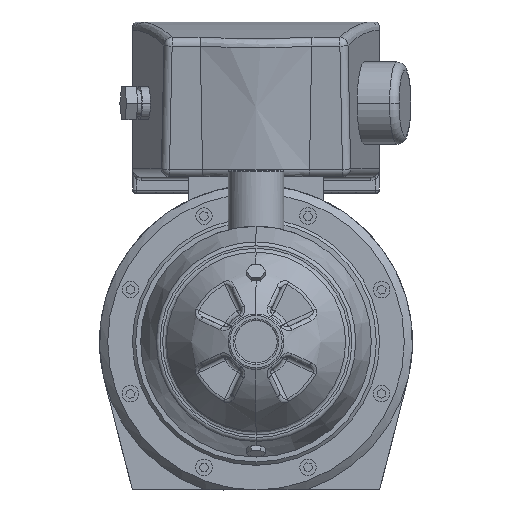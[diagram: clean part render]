
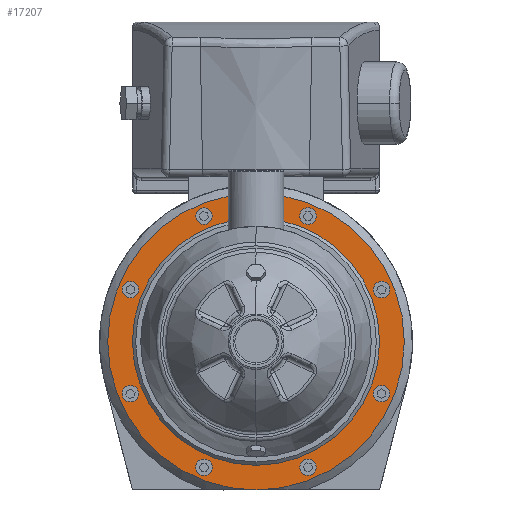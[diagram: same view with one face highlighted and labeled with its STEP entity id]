
A CAD part, left-side view. The second image highlights one B-rep face of the part: STEP entity #17207.
In plain terms, the highlighted planar face has unit normal (-1, 0, 0).
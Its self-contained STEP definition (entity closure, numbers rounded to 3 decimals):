
#13617=CARTESIAN_POINT('',(38.25,0.0,165.));
#13618=VERTEX_POINT('',#13617);
#13627=CARTESIAN_POINT('',(38.25,0.,15.));
#13628=VERTEX_POINT('',#13627);
#13629=CARTESIAN_POINT('',(38.25,0.0,90.));
#13630=DIRECTION('',(-1.0,0.0,0.0));
#13631=DIRECTION('',(0.0,0.0,1.0));
#13632=AXIS2_PLACEMENT_3D('',#13629,#13630,#13631);
#13633=CIRCLE('',#13632,75.0);
#13634=EDGE_CURVE('',#13618,#13628,#13633,.T.);
#13829=CARTESIAN_POINT('',(38.25,76.22,116.571));
#13830=VERTEX_POINT('',#13829);
#13846=CARTESIAN_POINT('',(38.25,76.22,126.571));
#13847=VERTEX_POINT('',#13846);
#13854=CARTESIAN_POINT('',(38.25,76.22,121.571));
#13855=DIRECTION('',(1.0,0.0,0.0));
#13856=DIRECTION('',(0.0,0.0,-1.0));
#13857=AXIS2_PLACEMENT_3D('',#13854,#13855,#13856);
#13858=CIRCLE('',#13857,5.0);
#13859=EDGE_CURVE('',#13830,#13847,#13858,.T.);
#13871=CARTESIAN_POINT('',(38.25,35.107,162.685));
#13872=VERTEX_POINT('',#13871);
#13888=CARTESIAN_POINT('',(38.25,28.036,169.756));
#13889=VERTEX_POINT('',#13888);
#13896=CARTESIAN_POINT('',(38.25,31.571,166.22));
#13897=DIRECTION('',(1.0,0.,0.));
#13898=DIRECTION('',(0.,0.707,-0.707));
#13899=AXIS2_PLACEMENT_3D('',#13896,#13897,#13898);
#13900=CIRCLE('',#13899,5.0);
#13901=EDGE_CURVE('',#13872,#13889,#13900,.T.);
#13913=CARTESIAN_POINT('',(38.25,-26.571,166.22));
#13914=VERTEX_POINT('',#13913);
#13930=CARTESIAN_POINT('',(38.25,-36.571,166.22));
#13931=VERTEX_POINT('',#13930);
#13938=CARTESIAN_POINT('',(38.25,-31.571,166.22));
#13939=DIRECTION('',(1.0,0.0,0.0));
#13940=DIRECTION('',(0.0,1.0,0.0));
#13941=AXIS2_PLACEMENT_3D('',#13938,#13939,#13940);
#13942=CIRCLE('',#13941,5.0);
#13943=EDGE_CURVE('',#13914,#13931,#13942,.T.);
#13955=CARTESIAN_POINT('',(38.25,-72.685,125.107));
#13956=VERTEX_POINT('',#13955);
#13972=CARTESIAN_POINT('',(38.25,-79.756,118.036));
#13973=VERTEX_POINT('',#13972);
#13980=CARTESIAN_POINT('',(38.25,-76.22,121.571));
#13981=DIRECTION('',(1.0,0.,0.));
#13982=DIRECTION('',(0.,0.707,0.707));
#13983=AXIS2_PLACEMENT_3D('',#13980,#13981,#13982);
#13984=CIRCLE('',#13983,5.0);
#13985=EDGE_CURVE('',#13956,#13973,#13984,.T.);
#13997=CARTESIAN_POINT('',(38.25,-76.22,63.429));
#13998=VERTEX_POINT('',#13997);
#14014=CARTESIAN_POINT('',(38.25,-76.22,53.429));
#14015=VERTEX_POINT('',#14014);
#14022=CARTESIAN_POINT('',(38.25,-76.22,58.429));
#14023=DIRECTION('',(1.0,0.0,0.0));
#14024=DIRECTION('',(0.0,0.0,1.0));
#14025=AXIS2_PLACEMENT_3D('',#14022,#14023,#14024);
#14026=CIRCLE('',#14025,5.0);
#14027=EDGE_CURVE('',#13998,#14015,#14026,.T.);
#14039=CARTESIAN_POINT('',(38.25,-35.107,17.315));
#14040=VERTEX_POINT('',#14039);
#14056=CARTESIAN_POINT('',(38.25,-28.036,10.244));
#14057=VERTEX_POINT('',#14056);
#14064=CARTESIAN_POINT('',(38.25,-31.571,13.78));
#14065=DIRECTION('',(1.0,0.,0.));
#14066=DIRECTION('',(0.,-0.707,0.707));
#14067=AXIS2_PLACEMENT_3D('',#14064,#14065,#14066);
#14068=CIRCLE('',#14067,5.0);
#14069=EDGE_CURVE('',#14040,#14057,#14068,.T.);
#14081=CARTESIAN_POINT('',(38.25,26.571,13.78));
#14082=VERTEX_POINT('',#14081);
#14098=CARTESIAN_POINT('',(38.25,36.571,13.78));
#14099=VERTEX_POINT('',#14098);
#14106=CARTESIAN_POINT('',(38.25,31.571,13.78));
#14107=DIRECTION('',(1.0,0.0,0.0));
#14108=DIRECTION('',(0.0,-1.0,0.0));
#14109=AXIS2_PLACEMENT_3D('',#14106,#14107,#14108);
#14110=CIRCLE('',#14109,5.0);
#14111=EDGE_CURVE('',#14082,#14099,#14110,.T.);
#14123=CARTESIAN_POINT('',(38.25,72.685,54.893));
#14124=VERTEX_POINT('',#14123);
#14140=CARTESIAN_POINT('',(38.25,79.756,61.964));
#14141=VERTEX_POINT('',#14140);
#14148=CARTESIAN_POINT('',(38.25,76.22,58.429));
#14149=DIRECTION('',(1.0,0.,0.));
#14150=DIRECTION('',(0.,-0.707,-0.707));
#14151=AXIS2_PLACEMENT_3D('',#14148,#14149,#14150);
#14152=CIRCLE('',#14151,5.0);
#14153=EDGE_CURVE('',#14124,#14141,#14152,.T.);
#15458=CARTESIAN_POINT('',(38.25,0.,0.));
#15459=VERTEX_POINT('',#15458);
#15741=CARTESIAN_POINT('',(38.25,76.22,58.429));
#15742=DIRECTION('',(1.0,0.,0.));
#15743=DIRECTION('',(0.,-0.707,-0.707));
#15744=AXIS2_PLACEMENT_3D('',#15741,#15742,#15743);
#15745=CIRCLE('',#15744,5.0);
#15746=EDGE_CURVE('',#14141,#14124,#15745,.T.);
#15969=CARTESIAN_POINT('',(38.25,31.571,13.78));
#15970=DIRECTION('',(1.0,0.0,0.0));
#15971=DIRECTION('',(0.0,-1.0,0.0));
#15972=AXIS2_PLACEMENT_3D('',#15969,#15970,#15971);
#15973=CIRCLE('',#15972,5.0);
#15974=EDGE_CURVE('',#14099,#14082,#15973,.T.);
#16197=CARTESIAN_POINT('',(38.25,-31.571,13.78));
#16198=DIRECTION('',(1.0,0.,0.));
#16199=DIRECTION('',(0.,-0.707,0.707));
#16200=AXIS2_PLACEMENT_3D('',#16197,#16198,#16199);
#16201=CIRCLE('',#16200,5.0);
#16202=EDGE_CURVE('',#14057,#14040,#16201,.T.);
#16425=CARTESIAN_POINT('',(38.25,-76.22,58.429));
#16426=DIRECTION('',(1.0,0.0,0.0));
#16427=DIRECTION('',(0.0,0.0,1.0));
#16428=AXIS2_PLACEMENT_3D('',#16425,#16426,#16427);
#16429=CIRCLE('',#16428,5.0);
#16430=EDGE_CURVE('',#14015,#13998,#16429,.T.);
#16653=CARTESIAN_POINT('',(38.25,-76.22,121.571));
#16654=DIRECTION('',(1.0,0.,0.));
#16655=DIRECTION('',(0.,0.707,0.707));
#16656=AXIS2_PLACEMENT_3D('',#16653,#16654,#16655);
#16657=CIRCLE('',#16656,5.0);
#16658=EDGE_CURVE('',#13973,#13956,#16657,.T.);
#16881=CARTESIAN_POINT('',(38.25,-31.571,166.22));
#16882=DIRECTION('',(1.0,0.0,0.0));
#16883=DIRECTION('',(0.0,1.0,0.0));
#16884=AXIS2_PLACEMENT_3D('',#16881,#16882,#16883);
#16885=CIRCLE('',#16884,5.0);
#16886=EDGE_CURVE('',#13931,#13914,#16885,.T.);
#17109=CARTESIAN_POINT('',(38.25,31.571,166.22));
#17110=DIRECTION('',(1.0,0.,0.));
#17111=DIRECTION('',(0.,0.707,-0.707));
#17112=AXIS2_PLACEMENT_3D('',#17109,#17110,#17111);
#17113=CIRCLE('',#17112,5.0);
#17114=EDGE_CURVE('',#13889,#13872,#17113,.T.);
#17145=CARTESIAN_POINT('',(38.25,0.0,90.));
#17146=DIRECTION('',(-1.0,0.0,0.0));
#17147=DIRECTION('',(0.0,0.0,1.0));
#17148=AXIS2_PLACEMENT_3D('',#17145,#17146,#17147);
#17149=PLANE('',#17148);
#17150=CARTESIAN_POINT('',(38.25,0.0,90.));
#17151=DIRECTION('',(1.0,0.0,0.0));
#17152=DIRECTION('',(0.0,0.0,1.0));
#17153=AXIS2_PLACEMENT_3D('',#17150,#17151,#17152);
#17154=CIRCLE('',#17153,90.0);
#17155=EDGE_CURVE('',#15459,#15459,#17154,.T.);
#17156=ORIENTED_EDGE('',*,*,#17155,.F.);
#17157=EDGE_LOOP('',(#17156));
#17158=FACE_OUTER_BOUND('',#17157,.T.);
#17159=CARTESIAN_POINT('',(38.25,76.22,121.571));
#17160=DIRECTION('',(1.0,0.0,0.0));
#17161=DIRECTION('',(0.0,0.0,-1.0));
#17162=AXIS2_PLACEMENT_3D('',#17159,#17160,#17161);
#17163=CIRCLE('',#17162,5.0);
#17164=EDGE_CURVE('',#13847,#13830,#17163,.T.);
#17165=ORIENTED_EDGE('',*,*,#17164,.T.);
#17166=ORIENTED_EDGE('',*,*,#13859,.T.);
#17167=EDGE_LOOP('',(#17165,#17166));
#17168=FACE_BOUND('',#17167,.T.);
#17169=CARTESIAN_POINT('',(38.25,0.0,90.));
#17170=DIRECTION('',(-1.0,0.0,0.0));
#17171=DIRECTION('',(0.0,0.0,1.0));
#17172=AXIS2_PLACEMENT_3D('',#17169,#17170,#17171);
#17173=CIRCLE('',#17172,75.0);
#17174=EDGE_CURVE('',#13628,#13618,#17173,.T.);
#17175=ORIENTED_EDGE('',*,*,#17174,.F.);
#17176=ORIENTED_EDGE('',*,*,#13634,.F.);
#17177=EDGE_LOOP('',(#17175,#17176));
#17178=FACE_BOUND('',#17177,.T.);
#17179=ORIENTED_EDGE('',*,*,#17114,.T.);
#17180=ORIENTED_EDGE('',*,*,#13901,.T.);
#17181=EDGE_LOOP('',(#17179,#17180));
#17182=FACE_BOUND('',#17181,.T.);
#17183=ORIENTED_EDGE('',*,*,#16886,.T.);
#17184=ORIENTED_EDGE('',*,*,#13943,.T.);
#17185=EDGE_LOOP('',(#17183,#17184));
#17186=FACE_BOUND('',#17185,.T.);
#17187=ORIENTED_EDGE('',*,*,#16658,.T.);
#17188=ORIENTED_EDGE('',*,*,#13985,.T.);
#17189=EDGE_LOOP('',(#17187,#17188));
#17190=FACE_BOUND('',#17189,.T.);
#17191=ORIENTED_EDGE('',*,*,#16430,.T.);
#17192=ORIENTED_EDGE('',*,*,#14027,.T.);
#17193=EDGE_LOOP('',(#17191,#17192));
#17194=FACE_BOUND('',#17193,.T.);
#17195=ORIENTED_EDGE('',*,*,#16202,.T.);
#17196=ORIENTED_EDGE('',*,*,#14069,.T.);
#17197=EDGE_LOOP('',(#17195,#17196));
#17198=FACE_BOUND('',#17197,.T.);
#17199=ORIENTED_EDGE('',*,*,#15974,.T.);
#17200=ORIENTED_EDGE('',*,*,#14111,.T.);
#17201=EDGE_LOOP('',(#17199,#17200));
#17202=FACE_BOUND('',#17201,.T.);
#17203=ORIENTED_EDGE('',*,*,#15746,.T.);
#17204=ORIENTED_EDGE('',*,*,#14153,.T.);
#17205=EDGE_LOOP('',(#17203,#17204));
#17206=FACE_BOUND('',#17205,.T.);
#17207=ADVANCED_FACE('',(#17158,#17168,#17178,#17182,#17186,#17190,#17194,#17198,#17202,#17206),#17149,.T.);
